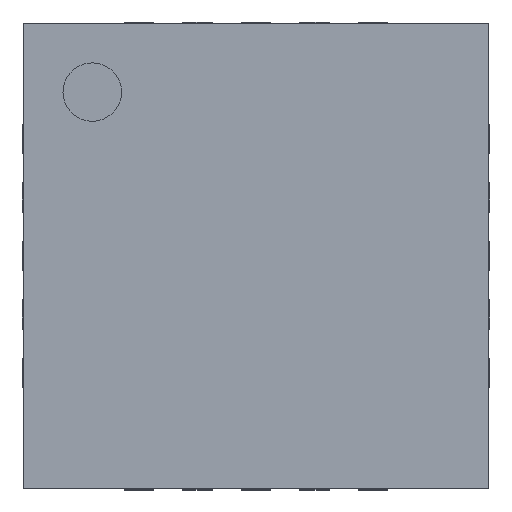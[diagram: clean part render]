
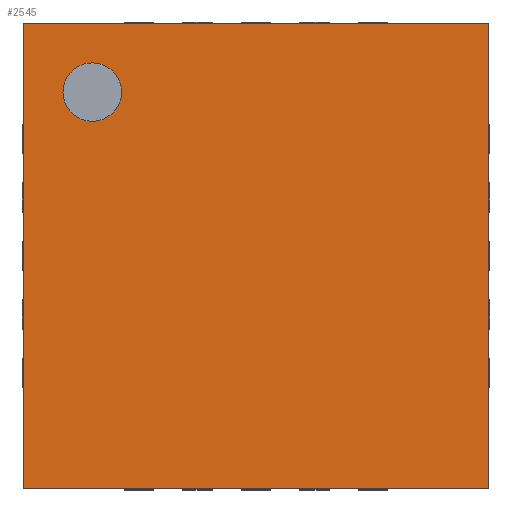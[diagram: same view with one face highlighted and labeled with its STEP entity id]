
A CAD part, top view. The second image highlights one B-rep face of the part: STEP entity #2545.
In plain terms, the highlighted planar face has unit normal (0, 0, 1).
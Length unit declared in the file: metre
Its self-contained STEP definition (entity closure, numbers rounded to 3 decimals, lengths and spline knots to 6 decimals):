
#183=LINE('',#3928,#515);
#184=LINE('',#3931,#516);
#185=LINE('',#3933,#517);
#186=LINE('',#3935,#518);
#515=VECTOR('',#3182,1.);
#516=VECTOR('',#3183,1.);
#517=VECTOR('',#3184,1.);
#518=VECTOR('',#3185,1.);
#928=ORIENTED_EDGE('',*,*,#1446,.T.);
#929=ORIENTED_EDGE('',*,*,#1637,.F.);
#930=ORIENTED_EDGE('',*,*,#1638,.T.);
#931=ORIENTED_EDGE('',*,*,#1639,.T.);
#932=ORIENTED_EDGE('',*,*,#1640,.F.);
#1446=EDGE_CURVE('',#1820,#1820,#2070,.T.);
#1637=EDGE_CURVE('',#1973,#1974,#183,.T.);
#1638=EDGE_CURVE('',#1973,#1975,#184,.T.);
#1639=EDGE_CURVE('',#1975,#1976,#185,.T.);
#1640=EDGE_CURVE('',#1974,#1976,#186,.T.);
#1820=VERTEX_POINT('',#3527);
#1973=VERTEX_POINT('',#3929);
#1974=VERTEX_POINT('',#3930);
#1975=VERTEX_POINT('',#3932);
#1976=VERTEX_POINT('',#3934);
#2070=CIRCLE('',#2680,0.00025);
#2171=EDGE_LOOP('',(#928));
#2172=EDGE_LOOP('',(#929,#930,#931,#932));
#2301=FACE_BOUND('',#2171,.T.);
#2302=FACE_BOUND('',#2172,.T.);
#2429=PLANE('',#2757);
#2545=ADVANCED_FACE('',(#2301,#2302),#2429,.T.);
#2680=AXIS2_PLACEMENT_3D('',#3526,#2855,#2856);
#2757=AXIS2_PLACEMENT_3D('',#3927,#3180,#3181);
#2855=DIRECTION('',(0.,0.,-1.));
#2856=DIRECTION('',(0.,-1.,0.));
#3180=DIRECTION('',(0.,0.,1.));
#3181=DIRECTION('',(0.,-1.,0.));
#3182=DIRECTION('',(1.,0.,0.));
#3183=DIRECTION('',(0.,-1.,0.));
#3184=DIRECTION('',(1.,0.,0.));
#3185=DIRECTION('',(0.,-1.,0.));
#3526=CARTESIAN_POINT('',(-0.0014,0.0014,0.00077));
#3527=CARTESIAN_POINT('',(-0.0014,0.00115,0.00077));
#3927=CARTESIAN_POINT('',(-0.00199,0.00199,0.00077));
#3928=CARTESIAN_POINT('',(-0.00199,0.00199,0.00077));
#3929=CARTESIAN_POINT('',(-0.00199,0.00199,0.00077));
#3930=CARTESIAN_POINT('',(0.00199,0.00199,0.00077));
#3931=CARTESIAN_POINT('',(-0.00199,0.00199,0.00077));
#3932=CARTESIAN_POINT('',(-0.00199,-0.00199,0.00077));
#3933=CARTESIAN_POINT('',(-0.00199,-0.00199,0.00077));
#3934=CARTESIAN_POINT('',(0.00199,-0.00199,0.00077));
#3935=CARTESIAN_POINT('',(0.00199,0.00199,0.00077));
